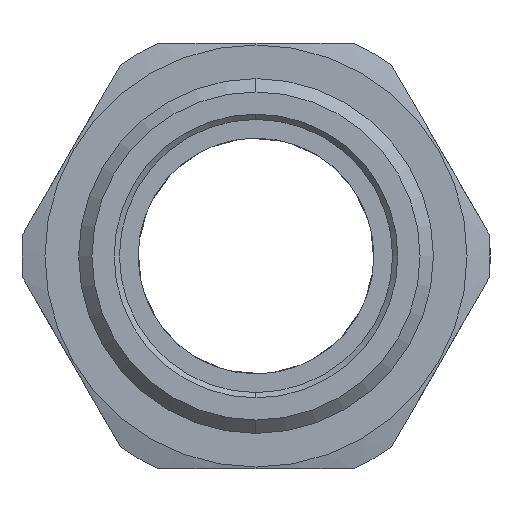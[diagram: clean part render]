
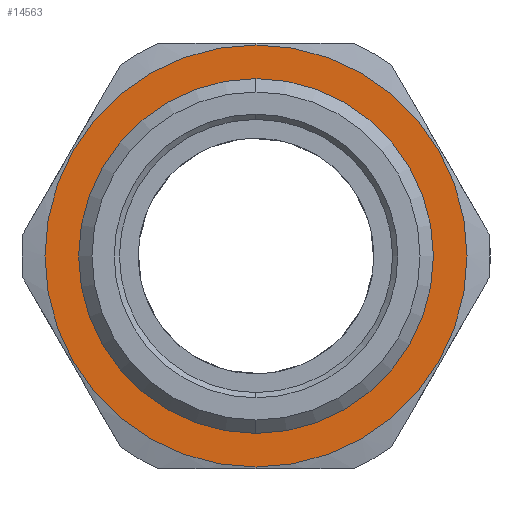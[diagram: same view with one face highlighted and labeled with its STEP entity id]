
A CAD part, left-side view. The second image highlights one B-rep face of the part: STEP entity #14563.
In plain terms, the highlighted planar face has unit normal (-1, 0, 0).
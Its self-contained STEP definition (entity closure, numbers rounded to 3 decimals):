
#460 = DIRECTION ( 'NONE',  ( 0., 0., -1. ) ) ;
#714 = FACE_BOUND ( 'NONE', #4350, .T. ) ;
#786 = EDGE_CURVE ( 'NONE', #1592, #4315, #8497, .T. ) ;
#1496 = AXIS2_PLACEMENT_3D ( 'NONE', #7969, #9471, #15645 ) ;
#1592 = VERTEX_POINT ( 'NONE', #1599 ) ;
#1599 = CARTESIAN_POINT ( 'NONE',  ( 15.3, 0., 11.9 ) ) ;
#1933 = DIRECTION ( 'NONE',  ( 1., 0., 0. ) ) ;
#2735 = CARTESIAN_POINT ( 'NONE',  ( 15.3, 0., -10. ) ) ;
#3460 = AXIS2_PLACEMENT_3D ( 'NONE', #9774, #14257, #8089 ) ;
#3570 = EDGE_CURVE ( 'NONE', #4315, #1592, #11502, .T. ) ;
#3613 = AXIS2_PLACEMENT_3D ( 'NONE', #7784, #12314, #6277 ) ;
#4315 = VERTEX_POINT ( 'NONE', #13460 ) ;
#4350 = EDGE_LOOP ( 'NONE', ( #17344, #16517 ) ) ;
#4674 = FACE_OUTER_BOUND ( 'NONE', #12842, .T. ) ;
#4786 = DIRECTION ( 'NONE',  ( 0., 0., -1. ) ) ;
#4999 = CARTESIAN_POINT ( 'NONE',  ( 15.3, 0., 10. ) ) ;
#5058 = VERTEX_POINT ( 'NONE', #2735 ) ;
#6277 = DIRECTION ( 'NONE',  ( 0., 0., 1. ) ) ;
#6569 = CIRCLE ( 'NONE', #3613, 10. ) ;
#7784 = CARTESIAN_POINT ( 'NONE',  ( 15.3, 0., 0. ) ) ;
#7969 = CARTESIAN_POINT ( 'NONE',  ( 15.3, 0., 0. ) ) ;
#8089 = DIRECTION ( 'NONE',  ( 0., 0., -1. ) ) ;
#8497 = CIRCLE ( 'NONE', #3460, 11.9 ) ;
#8594 = VERTEX_POINT ( 'NONE', #4999 ) ;
#8735 = ORIENTED_EDGE ( 'NONE', *, *, #786, .F. ) ;
#9219 = CARTESIAN_POINT ( 'NONE',  ( 15.3, 0., -13.7 ) ) ;
#9437 = CARTESIAN_POINT ( 'NONE',  ( 15.3, 0., 0. ) ) ;
#9471 = DIRECTION ( 'NONE',  ( -1., 0., 0. ) ) ;
#9774 = CARTESIAN_POINT ( 'NONE',  ( 15.3, 0., 0. ) ) ;
#11502 = CIRCLE ( 'NONE', #16980, 11.9 ) ;
#12088 = EDGE_CURVE ( 'NONE', #8594, #5058, #17014, .T. ) ;
#12314 = DIRECTION ( 'NONE',  ( -1., 0., 0. ) ) ;
#12842 = EDGE_LOOP ( 'NONE', ( #14143, #8735 ) ) ;
#13460 = CARTESIAN_POINT ( 'NONE',  ( 15.3, 0., -11.9 ) ) ;
#13828 = AXIS2_PLACEMENT_3D ( 'NONE', #9219, #1933, #4786 ) ;
#14011 = PLANE ( 'NONE',  #13828 ) ;
#14143 = ORIENTED_EDGE ( 'NONE', *, *, #3570, .F. ) ;
#14257 = DIRECTION ( 'NONE',  ( 1., 0., 0. ) ) ;
#14563 = ADVANCED_FACE ( 'NONE', ( #4674, #714 ), #14011, .F. ) ;
#15645 = DIRECTION ( 'NONE',  ( 0., 0., 1. ) ) ;
#15795 = EDGE_CURVE ( 'NONE', #5058, #8594, #6569, .T. ) ;
#16517 = ORIENTED_EDGE ( 'NONE', *, *, #12088, .F. ) ;
#16980 = AXIS2_PLACEMENT_3D ( 'NONE', #9437, #17002, #460 ) ;
#17002 = DIRECTION ( 'NONE',  ( 1., 0., 0. ) ) ;
#17014 = CIRCLE ( 'NONE', #1496, 10. ) ;
#17344 = ORIENTED_EDGE ( 'NONE', *, *, #15795, .F. ) ;
